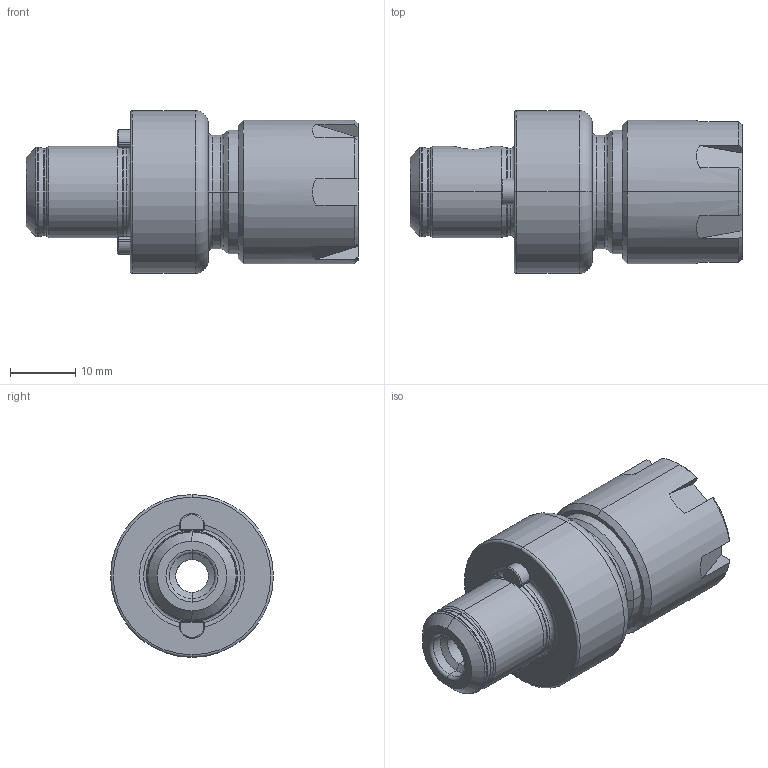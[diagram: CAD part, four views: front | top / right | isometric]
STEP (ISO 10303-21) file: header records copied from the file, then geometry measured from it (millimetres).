
FILE_DESCRIPTION (( 'STEP AP214' ), '1' );
FILE_NAME ('724.025.016.035.STEP', '2018-09-18T11:09:32', ( 'SWIAdmin' ), ( 'Hewlett-Packard Company' ), 'SwSTEP 2.0', 'SolidWorks 2017', '' );
FILE_SCHEMA (( 'AUTOMOTIVE_DESIGN' ));
Length unit declared in the file: millimetre
Products named in the file (4): ST2-ER2.001.006_A; E17-ER1.001.018; ST2-E17.K01.035_A; 724.025.016.035
Assembly tree (4 placements, depth 2):
  724.025.016.035
    ST2-E17.K01.035_A
    E17-ER1.001.018
    ST2-ER2.001.006_A  x2
Bounding box: 51 x 25 x 25 mm (x, y, z)
Volume: 10539.2 mm3; surface area: 7388.8 mm2
Topology: 4 solids, 4 shells, 174 faces, 397 edges, 231 vertices
Faces by surface type: cone 57, cylinder 51, plane 34, torus 32
Entity records: 4642 total; most frequent: CARTESIAN_POINT 909, DIRECTION 822, ORIENTED_EDGE 694, EDGE_CURVE 347, AXIS2_PLACEMENT_3D 345, VERTEX_POINT 204, CIRCLE 185, EDGE_LOOP 163
